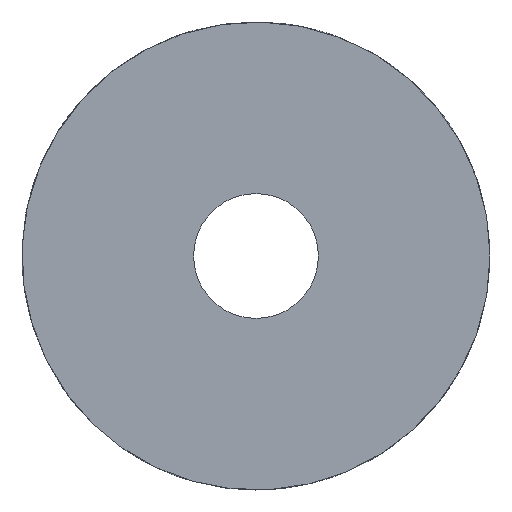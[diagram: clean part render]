
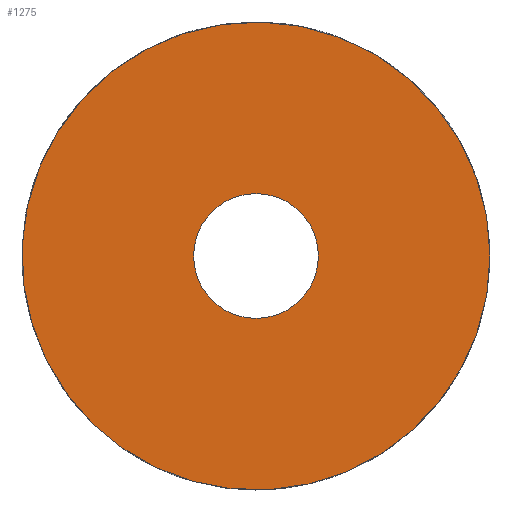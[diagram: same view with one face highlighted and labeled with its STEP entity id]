
A CAD part, front view. The second image highlights one B-rep face of the part: STEP entity #1275.
In plain terms, the highlighted planar face has unit normal (0, -1, 0).
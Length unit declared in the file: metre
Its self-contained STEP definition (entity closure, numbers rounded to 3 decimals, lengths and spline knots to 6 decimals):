
#53=PLANE('',#1422);
#256=ORIENTED_EDGE('',*,*,#589,.F.);
#257=ORIENTED_EDGE('',*,*,#631,.F.);
#589=EDGE_CURVE('',#790,#790,#905,.T.);
#631=EDGE_CURVE('',#832,#832,#927,.T.);
#790=VERTEX_POINT('',#2141);
#832=VERTEX_POINT('',#2226);
#905=CIRCLE('',#1377,0.002);
#927=CIRCLE('',#1400,0.0075);
#1054=EDGE_LOOP('',(#256));
#1055=EDGE_LOOP('',(#257));
#1150=FACE_BOUND('',#1054,.T.);
#1151=FACE_BOUND('',#1055,.T.);
#1275=ADVANCED_FACE('',(#1150,#1151),#53,.F.);
#1377=AXIS2_PLACEMENT_3D('',#2140,#1614,#1615);
#1400=AXIS2_PLACEMENT_3D('',#2225,#1680,#1681);
#1422=AXIS2_PLACEMENT_3D('',#2280,#1730,#1731);
#1614=DIRECTION('',(0.,-1.,0.));
#1615=DIRECTION('',(-1.,0.,0.));
#1680=DIRECTION('',(0.,1.,0.));
#1681=DIRECTION('',(1.,0.,0.));
#1730=DIRECTION('',(0.,1.,0.));
#1731=DIRECTION('',(1.,0.,0.));
#2140=CARTESIAN_POINT('',(0.,0.,0.));
#2141=CARTESIAN_POINT('',(-0.002,0.,0.));
#2225=CARTESIAN_POINT('',(0.,0.,0.));
#2226=CARTESIAN_POINT('',(0.0075,0.,0.));
#2280=CARTESIAN_POINT('',(0.,0.,0.));
